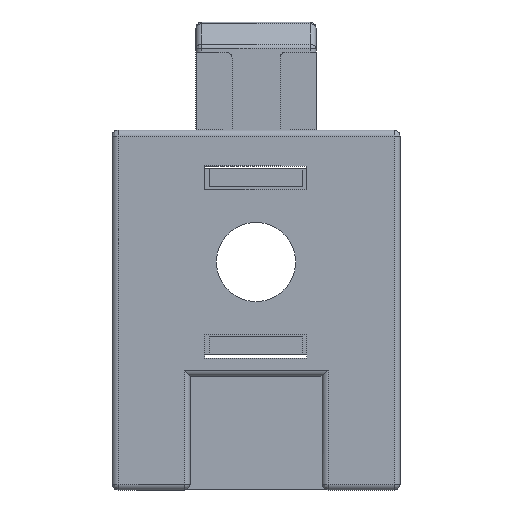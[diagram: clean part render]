
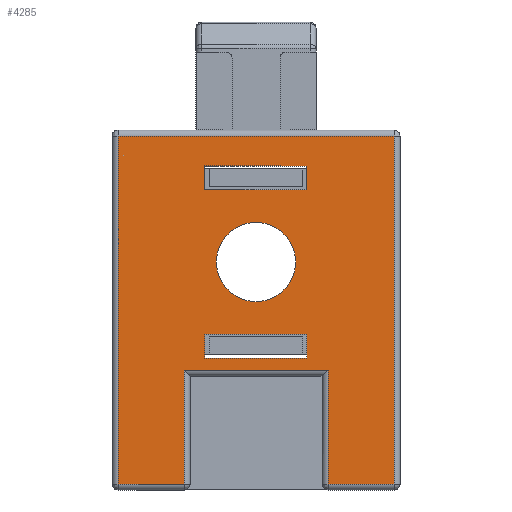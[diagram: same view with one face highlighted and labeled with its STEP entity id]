
A CAD part, front view. The second image highlights one B-rep face of the part: STEP entity #4285.
In plain terms, the highlighted planar face has unit normal (0, -1, 0).
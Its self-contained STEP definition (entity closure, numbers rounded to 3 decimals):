
#45 = VECTOR ( 'NONE', #6347, 1000. ) ;
#136 = VECTOR ( 'NONE', #3043, 1000. ) ;
#152 = LINE ( 'NONE', #2509, #136 ) ;
#224 = CARTESIAN_POINT ( 'NONE',  ( -4.25, 0., 6. ) ) ;
#241 = DIRECTION ( 'NONE',  ( -1., 0., 0. ) ) ;
#284 = CARTESIAN_POINT ( 'NONE',  ( 12., 0., -18.5 ) ) ;
#336 = EDGE_LOOP ( 'NONE', ( #1473, #1265, #2287, #2069 ) ) ;
#403 = LINE ( 'NONE', #2074, #6829 ) ;
#407 = VERTEX_POINT ( 'NONE', #4035 ) ;
#421 = CARTESIAN_POINT ( 'NONE',  ( -6., 0., -18.5 ) ) ;
#563 = DIRECTION ( 'NONE',  ( 1., 0., 0. ) ) ;
#753 = VERTEX_POINT ( 'NONE', #5536 ) ;
#783 = LINE ( 'NONE', #4728, #5968 ) ;
#836 = CARTESIAN_POINT ( 'NONE',  ( 6., 0., -18.5 ) ) ;
#839 = CARTESIAN_POINT ( 'NONE',  ( 12., 0., 6. ) ) ;
#860 = LINE ( 'NONE', #3319, #1754 ) ;
#953 = VERTEX_POINT ( 'NONE', #5198 ) ;
#1203 = VECTOR ( 'NONE', #1374, 1000. ) ;
#1250 = ORIENTED_EDGE ( 'NONE', *, *, #5448, .F. ) ;
#1265 = ORIENTED_EDGE ( 'NONE', *, *, #3169, .F. ) ;
#1296 = DIRECTION ( 'NONE',  ( 1., 0., 0. ) ) ;
#1315 = AXIS2_PLACEMENT_3D ( 'NONE', #2564, #2556, #2554 ) ;
#1331 = CARTESIAN_POINT ( 'NONE',  ( 12., 0., -8. ) ) ;
#1354 = ORIENTED_EDGE ( 'NONE', *, *, #3973, .F. ) ;
#1374 = DIRECTION ( 'NONE',  ( 0., 0., -1. ) ) ;
#1447 = LINE ( 'NONE', #4406, #1476 ) ;
#1473 = ORIENTED_EDGE ( 'NONE', *, *, #3547, .F. ) ;
#1476 = VECTOR ( 'NONE', #4378, 1000. ) ;
#1493 = CARTESIAN_POINT ( 'NONE',  ( -6., 0., -19. ) ) ;
#1561 = ORIENTED_EDGE ( 'NONE', *, *, #3889, .F. ) ;
#1679 = ORIENTED_EDGE ( 'NONE', *, *, #3757, .F. ) ;
#1696 = ORIENTED_EDGE ( 'NONE', *, *, #1937, .F. ) ;
#1718 = EDGE_CURVE ( 'NONE', #5979, #4129, #1447, .T. ) ;
#1754 = VECTOR ( 'NONE', #3314, 1000. ) ;
#1800 = ORIENTED_EDGE ( 'NONE', *, *, #5654, .F. ) ;
#1814 = ORIENTED_EDGE ( 'NONE', *, *, #6750, .F. ) ;
#1875 = LINE ( 'NONE', #2983, #2140 ) ;
#1888 = VERTEX_POINT ( 'NONE', #3356 ) ;
#1912 = VERTEX_POINT ( 'NONE', #3226 ) ;
#1919 = EDGE_CURVE ( 'NONE', #4092, #3481, #3182, .T. ) ;
#1924 = ORIENTED_EDGE ( 'NONE', *, *, #3915, .F. ) ;
#1934 = ORIENTED_EDGE ( 'NONE', *, *, #1718, .F. ) ;
#1937 = EDGE_CURVE ( 'NONE', #4889, #6355, #3361, .T. ) ;
#2036 = CARTESIAN_POINT ( 'NONE',  ( 11.5, 0., -18.5 ) ) ;
#2041 = DIRECTION ( 'NONE',  ( -1., 0., 0. ) ) ;
#2055 = ORIENTED_EDGE ( 'NONE', *, *, #1919, .F. ) ;
#2069 = ORIENTED_EDGE ( 'NONE', *, *, #2211, .F. ) ;
#2074 = CARTESIAN_POINT ( 'NONE',  ( 4.25, 0., -19. ) ) ;
#2080 = CARTESIAN_POINT ( 'NONE',  ( 12., 0., -9. ) ) ;
#2088 = DIRECTION ( 'NONE',  ( 0., 0., 1. ) ) ;
#2107 = EDGE_CURVE ( 'NONE', #3481, #2783, #6154, .T. ) ;
#2136 = LINE ( 'NONE', #1493, #1203 ) ;
#2140 = VECTOR ( 'NONE', #3023, 1000. ) ;
#2169 = ORIENTED_EDGE ( 'NONE', *, *, #3455, .F. ) ;
#2179 = ORIENTED_EDGE ( 'NONE', *, *, #4458, .F. ) ;
#2188 = ORIENTED_EDGE ( 'NONE', *, *, #6381, .F. ) ;
#2211 = EDGE_CURVE ( 'NONE', #6398, #2702, #6788, .T. ) ;
#2277 = ORIENTED_EDGE ( 'NONE', *, *, #2107, .F. ) ;
#2287 = ORIENTED_EDGE ( 'NONE', *, *, #6281, .F. ) ;
#2509 = CARTESIAN_POINT ( 'NONE',  ( -11.5, 0., -19. ) ) ;
#2554 = DIRECTION ( 'NONE',  ( 0., 0., 1. ) ) ;
#2556 = DIRECTION ( 'NONE',  ( 0., 1., 0. ) ) ;
#2564 = CARTESIAN_POINT ( 'NONE',  ( 12., 0., -19. ) ) ;
#2615 = CARTESIAN_POINT ( 'NONE',  ( 12., 0., -6. ) ) ;
#2702 = VERTEX_POINT ( 'NONE', #3959 ) ;
#2749 = DIRECTION ( 'NONE',  ( -1., 0., 0. ) ) ;
#2772 = DIRECTION ( 'NONE',  ( 1., 0., 0. ) ) ;
#2783 = VERTEX_POINT ( 'NONE', #4859 ) ;
#2792 = CIRCLE ( 'NONE', #5516, 3.3 ) ;
#2811 = CARTESIAN_POINT ( 'NONE',  ( 6., 0., -9. ) ) ;
#2854 = CARTESIAN_POINT ( 'NONE',  ( 12., 0., 10.5 ) ) ;
#2970 = VECTOR ( 'NONE', #563, 1000. ) ;
#2983 = CARTESIAN_POINT ( 'NONE',  ( 11.5, 0., -19. ) ) ;
#3023 = DIRECTION ( 'NONE',  ( 0., 0., -1. ) ) ;
#3043 = DIRECTION ( 'NONE',  ( 0., 0., 1. ) ) ;
#3063 = DIRECTION ( 'NONE',  ( 0., 0., 1. ) ) ;
#3072 = DIRECTION ( 'NONE',  ( 0., -1., 0. ) ) ;
#3074 = CARTESIAN_POINT ( 'NONE',  ( 0., 0., 0. ) ) ;
#3169 = EDGE_CURVE ( 'NONE', #953, #753, #4982, .T. ) ;
#3182 = LINE ( 'NONE', #3238, #3190 ) ;
#3190 = VECTOR ( 'NONE', #3197, 1000. ) ;
#3197 = DIRECTION ( 'NONE',  ( 0., 0., 1. ) ) ;
#3226 = CARTESIAN_POINT ( 'NONE',  ( -11.5, 0., -18.5 ) ) ;
#3238 = CARTESIAN_POINT ( 'NONE',  ( 6., 0., -19. ) ) ;
#3314 = DIRECTION ( 'NONE',  ( -1., 0., 0. ) ) ;
#3319 = CARTESIAN_POINT ( 'NONE',  ( 12., 0., 8. ) ) ;
#3356 = CARTESIAN_POINT ( 'NONE',  ( 11.5, 0., 10.5 ) ) ;
#3361 = CIRCLE ( 'NONE', #4056, 3.3 ) ;
#3387 = CARTESIAN_POINT ( 'NONE',  ( -11.5, 0., 10.5 ) ) ;
#3424 = PLANE ( 'NONE',  #1315 ) ;
#3455 = EDGE_CURVE ( 'NONE', #6708, #1888, #5244, .T. ) ;
#3481 = VERTEX_POINT ( 'NONE', #2811 ) ;
#3547 = EDGE_CURVE ( 'NONE', #753, #6398, #5651, .T. ) ;
#3712 = DIRECTION ( 'NONE',  ( -1., 0., 0. ) ) ;
#3724 = CARTESIAN_POINT ( 'NONE',  ( 12., 0., -18.5 ) ) ;
#3757 = EDGE_CURVE ( 'NONE', #4196, #1912, #4211, .T. ) ;
#3889 = EDGE_CURVE ( 'NONE', #1888, #5820, #1875, .T. ) ;
#3915 = EDGE_CURVE ( 'NONE', #1912, #6708, #152, .T. ) ;
#3959 = CARTESIAN_POINT ( 'NONE',  ( 4.25, 0., -8. ) ) ;
#3973 = EDGE_CURVE ( 'NONE', #407, #6151, #403, .T. ) ;
#4035 = CARTESIAN_POINT ( 'NONE',  ( 4.25, 0., 6. ) ) ;
#4056 = AXIS2_PLACEMENT_3D ( 'NONE', #3074, #3072, #3063 ) ;
#4092 = VERTEX_POINT ( 'NONE', #836 ) ;
#4121 = EDGE_LOOP ( 'NONE', ( #1250, #2277, #2055, #1800, #1561, #2169, #1924, #1679 ) ) ;
#4129 = VERTEX_POINT ( 'NONE', #224 ) ;
#4196 = VERTEX_POINT ( 'NONE', #421 ) ;
#4211 = LINE ( 'NONE', #3724, #4754 ) ;
#4285 = ADVANCED_FACE ( 'NONE', ( #4682, #4615, #4536, #4584 ), #3424, .F. ) ;
#4378 = DIRECTION ( 'NONE',  ( 0., 0., -1. ) ) ;
#4380 = CARTESIAN_POINT ( 'NONE',  ( -4.25, 0., -8. ) ) ;
#4401 = DIRECTION ( 'NONE',  ( 0., 0., 1. ) ) ;
#4405 = DIRECTION ( 'NONE',  ( 0., -1., 0. ) ) ;
#4406 = CARTESIAN_POINT ( 'NONE',  ( -4.25, 0., -19. ) ) ;
#4407 = CARTESIAN_POINT ( 'NONE',  ( 0., 0., 0. ) ) ;
#4458 = EDGE_CURVE ( 'NONE', #4129, #407, #4964, .T. ) ;
#4478 = CARTESIAN_POINT ( 'NONE',  ( 0., 0., 3.3 ) ) ;
#4536 = FACE_BOUND ( 'NONE', #6146, .T. ) ;
#4584 = FACE_OUTER_BOUND ( 'NONE', #4121, .T. ) ;
#4586 = CARTESIAN_POINT ( 'NONE',  ( 0., 0., -3.3 ) ) ;
#4615 = FACE_BOUND ( 'NONE', #336, .T. ) ;
#4682 = FACE_BOUND ( 'NONE', #6029, .T. ) ;
#4718 = DIRECTION ( 'NONE',  ( 0., 0., 1. ) ) ;
#4728 = CARTESIAN_POINT ( 'NONE',  ( 4.25, 0., -19. ) ) ;
#4754 = VECTOR ( 'NONE', #3712, 1000. ) ;
#4859 = CARTESIAN_POINT ( 'NONE',  ( -6., 0., -9. ) ) ;
#4864 = VECTOR ( 'NONE', #2772, 1000. ) ;
#4889 = VERTEX_POINT ( 'NONE', #4586 ) ;
#4962 = VECTOR ( 'NONE', #2749, 1000. ) ;
#4964 = LINE ( 'NONE', #839, #2970 ) ;
#4982 = LINE ( 'NONE', #2615, #4962 ) ;
#5198 = CARTESIAN_POINT ( 'NONE',  ( 4.25, 0., -6. ) ) ;
#5244 = LINE ( 'NONE', #2854, #4864 ) ;
#5303 = CARTESIAN_POINT ( 'NONE',  ( 4.25, 0., 8. ) ) ;
#5448 = EDGE_CURVE ( 'NONE', #2783, #4196, #2136, .T. ) ;
#5516 = AXIS2_PLACEMENT_3D ( 'NONE', #4407, #4405, #4401 ) ;
#5536 = CARTESIAN_POINT ( 'NONE',  ( -4.25, 0., -6. ) ) ;
#5651 = LINE ( 'NONE', #6531, #45 ) ;
#5654 = EDGE_CURVE ( 'NONE', #5820, #4092, #6857, .T. ) ;
#5820 = VERTEX_POINT ( 'NONE', #2036 ) ;
#5968 = VECTOR ( 'NONE', #4718, 1000. ) ;
#5979 = VERTEX_POINT ( 'NONE', #6872 ) ;
#6029 = EDGE_LOOP ( 'NONE', ( #2188, #1696 ) ) ;
#6146 = EDGE_LOOP ( 'NONE', ( #1814, #1354, #2179, #1934 ) ) ;
#6151 = VERTEX_POINT ( 'NONE', #5303 ) ;
#6154 = LINE ( 'NONE', #2080, #6170 ) ;
#6170 = VECTOR ( 'NONE', #2041, 1000. ) ;
#6281 = EDGE_CURVE ( 'NONE', #2702, #953, #783, .T. ) ;
#6347 = DIRECTION ( 'NONE',  ( 0., 0., -1. ) ) ;
#6355 = VERTEX_POINT ( 'NONE', #4478 ) ;
#6381 = EDGE_CURVE ( 'NONE', #6355, #4889, #2792, .T. ) ;
#6398 = VERTEX_POINT ( 'NONE', #4380 ) ;
#6531 = CARTESIAN_POINT ( 'NONE',  ( -4.25, 0., -19. ) ) ;
#6535 = VECTOR ( 'NONE', #241, 1000. ) ;
#6708 = VERTEX_POINT ( 'NONE', #3387 ) ;
#6750 = EDGE_CURVE ( 'NONE', #6151, #5979, #860, .T. ) ;
#6788 = LINE ( 'NONE', #1331, #6845 ) ;
#6829 = VECTOR ( 'NONE', #2088, 1000. ) ;
#6845 = VECTOR ( 'NONE', #1296, 1000. ) ;
#6857 = LINE ( 'NONE', #284, #6535 ) ;
#6872 = CARTESIAN_POINT ( 'NONE',  ( -4.25, 0., 8. ) ) ;
